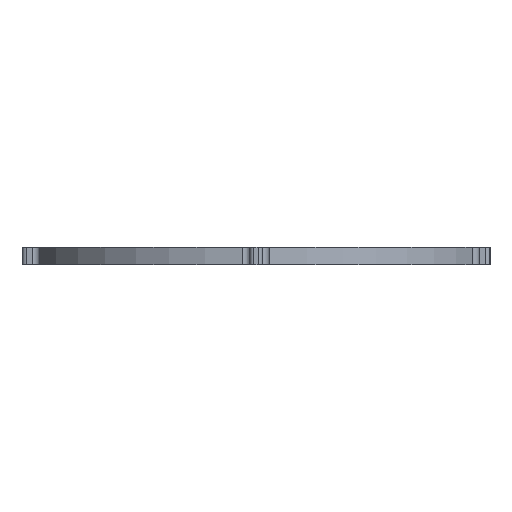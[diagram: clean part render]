
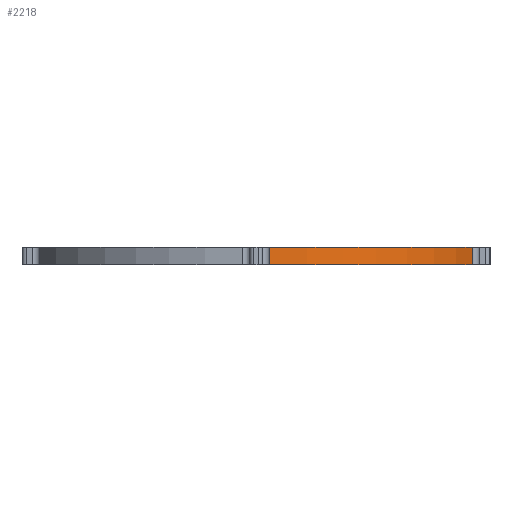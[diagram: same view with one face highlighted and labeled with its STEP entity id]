
A CAD part, front view. The second image highlights one B-rep face of the part: STEP entity #2218.
In plain terms, the highlighted cylindrical face has radius 85.725 mm (diameter 171.45 mm), a partial arc.
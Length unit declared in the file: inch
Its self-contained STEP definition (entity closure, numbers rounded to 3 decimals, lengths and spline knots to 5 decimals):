
#2158=CARTESIAN_POINT('',(7.13346,2.86793,0.0));
#2159=VERTEX_POINT('',#2158);
#2168=CARTESIAN_POINT('',(7.13346,2.86793,0.25));
#2169=VERTEX_POINT('',#2168);
#2177=CARTESIAN_POINT('',(7.13346,2.86793,0.25));
#2178=DIRECTION('',(0.0,0.0,-1.0));
#2179=VECTOR('',#2178,1.0);
#2180=LINE('',#2177,#2179);
#2181=EDGE_CURVE('',#2169,#2159,#2180,.T.);
#2186=CARTESIAN_POINT('',(4.00272,4.12852,0.25));
#2187=DIRECTION('',(0.0,0.0,-1.0));
#2188=DIRECTION('',(-1.0,0.0,0.0));
#2189=AXIS2_PLACEMENT_3D('',#2186,#2187,#2188);
#2190=CYLINDRICAL_SURFACE('',#2189,3.375);
#2191=CARTESIAN_POINT('',(4.19846,0.7592,0.0));
#2192=VERTEX_POINT('',#2191);
#2193=CARTESIAN_POINT('',(4.00272,4.12852,0.0));
#2194=DIRECTION('',(0.0,0.0,-1.0));
#2195=DIRECTION('',(1.0,0.0,0.0));
#2196=AXIS2_PLACEMENT_3D('',#2193,#2194,#2195);
#2197=CIRCLE('',#2196,3.375);
#2198=EDGE_CURVE('',#2159,#2192,#2197,.T.);
#2199=ORIENTED_EDGE('',*,*,#2198,.F.);
#2200=ORIENTED_EDGE('',*,*,#2181,.F.);
#2201=CARTESIAN_POINT('',(4.19846,0.7592,0.25));
#2202=VERTEX_POINT('',#2201);
#2203=CARTESIAN_POINT('',(4.00272,4.12852,0.25));
#2204=DIRECTION('',(0.0,0.0,-1.0));
#2205=DIRECTION('',(1.0,0.0,0.0));
#2206=AXIS2_PLACEMENT_3D('',#2203,#2204,#2205);
#2207=CIRCLE('',#2206,3.375);
#2208=EDGE_CURVE('',#2169,#2202,#2207,.T.);
#2209=ORIENTED_EDGE('',*,*,#2208,.T.);
#2210=CARTESIAN_POINT('',(4.19846,0.7592,0.25));
#2211=DIRECTION('',(0.0,0.0,-1.0));
#2212=VECTOR('',#2211,1.0);
#2213=LINE('',#2210,#2212);
#2214=EDGE_CURVE('',#2202,#2192,#2213,.T.);
#2215=ORIENTED_EDGE('',*,*,#2214,.T.);
#2216=EDGE_LOOP('',(#2199,#2200,#2209,#2215));
#2217=FACE_OUTER_BOUND('',#2216,.T.);
#2218=ADVANCED_FACE('',(#2217),#2190,.T.);
